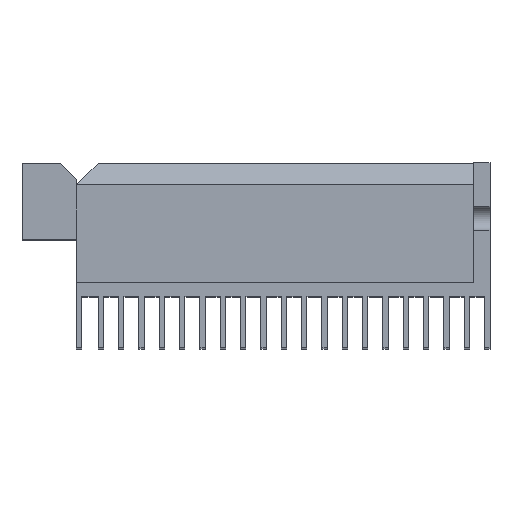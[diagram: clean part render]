
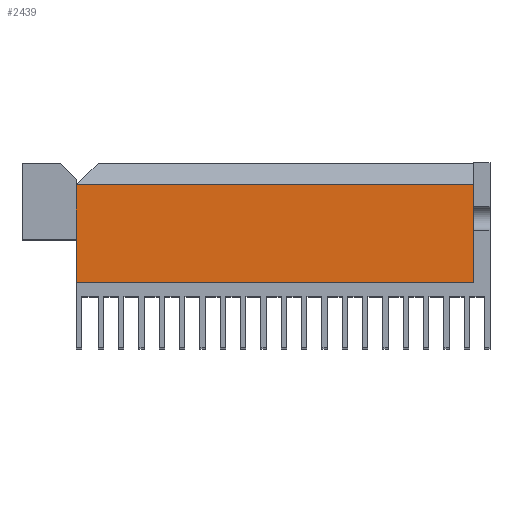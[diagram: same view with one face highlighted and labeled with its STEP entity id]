
A CAD part, top view. The second image highlights one B-rep face of the part: STEP entity #2439.
In plain terms, the highlighted planar face has unit normal (0, 0, 1).
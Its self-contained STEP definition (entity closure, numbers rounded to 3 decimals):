
#123=PLANE('',#2586);
#248=FACE_OUTER_BOUND('',#373,.T.);
#373=EDGE_LOOP('',(#2239,#2240,#2241,#2242));
#681=LINE('',#3792,#1020);
#688=LINE('',#3805,#1027);
#690=LINE('',#3810,#1029);
#691=LINE('',#3811,#1030);
#1020=VECTOR('',#3102,10.);
#1027=VECTOR('',#3113,10.);
#1029=VECTOR('',#3119,10.);
#1030=VECTOR('',#3120,10.);
#1269=VERTEX_POINT('',#3781);
#1272=VERTEX_POINT('',#3791);
#1276=VERTEX_POINT('',#3804);
#1277=VERTEX_POINT('',#3809);
#1595=EDGE_CURVE('',#1269,#1272,#681,.T.);
#1602=EDGE_CURVE('',#1272,#1276,#688,.T.);
#1604=EDGE_CURVE('',#1277,#1269,#690,.T.);
#1605=EDGE_CURVE('',#1276,#1277,#691,.T.);
#2239=ORIENTED_EDGE('',*,*,#1595,.F.);
#2240=ORIENTED_EDGE('',*,*,#1604,.F.);
#2241=ORIENTED_EDGE('',*,*,#1605,.F.);
#2242=ORIENTED_EDGE('',*,*,#1602,.F.);
#2439=ADVANCED_FACE('',(#248),#123,.F.);
#2586=AXIS2_PLACEMENT_3D('',#3808,#3117,#3118);
#3102=DIRECTION('',(1.,0.,0.));
#3113=DIRECTION('',(0.,-1.,0.));
#3117=DIRECTION('center_axis',(0.,0.,-1.));
#3118=DIRECTION('ref_axis',(-1.,0.,0.));
#3119=DIRECTION('',(0.,1.,0.));
#3120=DIRECTION('',(-1.,0.,0.));
#3781=CARTESIAN_POINT('',(0.,30.,111.5));
#3791=CARTESIAN_POINT('',(73.,30.,111.5));
#3792=CARTESIAN_POINT('',(18.25,30.,111.5));
#3804=CARTESIAN_POINT('',(73.,12.,111.5));
#3805=CARTESIAN_POINT('',(73.,28.5,111.5));
#3808=CARTESIAN_POINT('Origin',(36.5,23.,111.5));
#3809=CARTESIAN_POINT('',(0.,12.,111.5));
#3810=CARTESIAN_POINT('',(0.,17.5,111.5));
#3811=CARTESIAN_POINT('',(54.75,12.,111.5));
